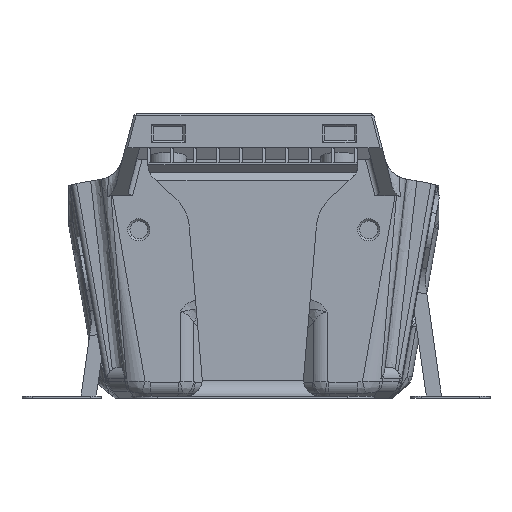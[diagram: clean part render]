
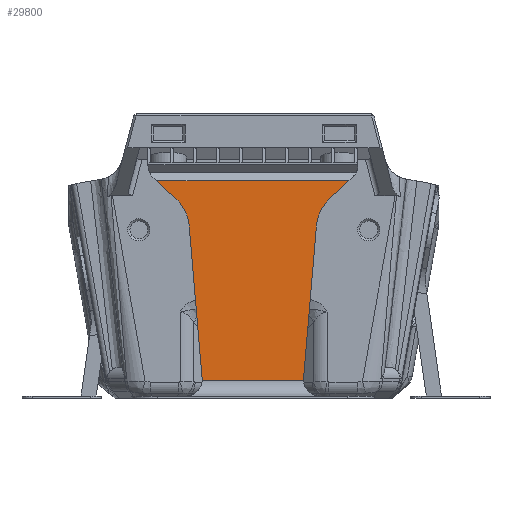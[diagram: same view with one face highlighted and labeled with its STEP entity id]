
A CAD part, front view. The second image highlights one B-rep face of the part: STEP entity #29800.
In plain terms, the highlighted planar face has unit normal (0, -1, 0).
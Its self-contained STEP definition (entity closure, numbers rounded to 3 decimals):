
#263=CIRCLE('',#31720,3.);
#264=CIRCLE('',#31721,3.);
#265=CIRCLE('',#31722,8.);
#266=CIRCLE('',#31723,8.);
#4167=ORIENTED_EDGE('',*,*,#12705,.T.);
#4168=ORIENTED_EDGE('',*,*,#12706,.T.);
#4169=ORIENTED_EDGE('',*,*,#12707,.T.);
#4170=ORIENTED_EDGE('',*,*,#12703,.F.);
#4171=ORIENTED_EDGE('',*,*,#12708,.T.);
#4172=ORIENTED_EDGE('',*,*,#12709,.T.);
#4173=ORIENTED_EDGE('',*,*,#12710,.F.);
#4174=ORIENTED_EDGE('',*,*,#12711,.F.);
#4175=ORIENTED_EDGE('',*,*,#12712,.T.);
#4176=ORIENTED_EDGE('',*,*,#12713,.T.);
#12703=EDGE_CURVE('',#17075,#17076,#19929,.T.);
#12705=EDGE_CURVE('',#17077,#17078,#263,.T.);
#12706=EDGE_CURVE('',#17078,#17079,#19931,.F.);
#12707=EDGE_CURVE('',#17079,#17076,#264,.T.);
#12708=EDGE_CURVE('',#17075,#17080,#265,.T.);
#12709=EDGE_CURVE('',#17080,#17081,#19932,.T.);
#12710=EDGE_CURVE('',#17082,#17081,#19933,.T.);
#12711=EDGE_CURVE('',#17083,#17082,#19934,.T.);
#12712=EDGE_CURVE('',#17083,#17084,#266,.T.);
#12713=EDGE_CURVE('',#17084,#17077,#19935,.T.);
#17075=VERTEX_POINT('',#45759);
#17076=VERTEX_POINT('',#45761);
#17077=VERTEX_POINT('',#45765);
#17078=VERTEX_POINT('',#45766);
#17079=VERTEX_POINT('',#45768);
#17080=VERTEX_POINT('',#45771);
#17081=VERTEX_POINT('',#45773);
#17082=VERTEX_POINT('',#45775);
#17083=VERTEX_POINT('',#45777);
#17084=VERTEX_POINT('',#45779);
#19929=LINE('',#45760,#22567);
#19931=LINE('',#45767,#22569);
#19932=LINE('',#45772,#22570);
#19933=LINE('',#45774,#22571);
#19934=LINE('',#45776,#22572);
#19935=LINE('',#45780,#22573);
#22567=VECTOR('',#35040,1000.);
#22569=VECTOR('',#35046,1000.);
#22570=VECTOR('',#35051,1000.);
#22571=VECTOR('',#35052,1000.);
#22572=VECTOR('',#35053,1000.);
#22573=VECTOR('',#35056,1000.);
#25144=EDGE_LOOP('',(#4167,#4168,#4169,#4170,#4171,#4172,#4173,#4174,#4175,
#4176));
#27015=FACE_BOUND('',#25144,.T.);
#28752=PLANE('',#31719);
#29800=ADVANCED_FACE('',(#27015),#28752,.F.);
#31719=AXIS2_PLACEMENT_3D('',#45763,#35042,#35043);
#31720=AXIS2_PLACEMENT_3D('',#45764,#35044,#35045);
#31721=AXIS2_PLACEMENT_3D('',#45769,#35047,#35048);
#31722=AXIS2_PLACEMENT_3D('',#45770,#35049,#35050);
#31723=AXIS2_PLACEMENT_3D('',#45778,#35054,#35055);
#35040=DIRECTION('',(-0.084,0.,-0.996));
#35042=DIRECTION('',(0.,1.,0.));
#35043=DIRECTION('',(0.,0.,1.));
#35044=DIRECTION('',(0.,1.,0.));
#35045=DIRECTION('',(0.,0.,1.));
#35046=DIRECTION('',(-1.,0.,0.));
#35047=DIRECTION('',(0.,1.,0.));
#35048=DIRECTION('',(0.,0.,1.));
#35049=DIRECTION('',(0.,1.,0.));
#35050=DIRECTION('',(0.,0.,1.));
#35051=DIRECTION('',(0.731,0.,0.682));
#35052=DIRECTION('',(1.,0.,0.));
#35053=DIRECTION('',(-0.731,0.,0.682));
#35054=DIRECTION('',(0.,1.,0.));
#35055=DIRECTION('',(0.,0.,1.));
#35056=DIRECTION('',(0.084,0.,-0.996));
#45759=CARTESIAN_POINT('',(11.856,-32.314,32.579));
#45760=CARTESIAN_POINT('',(36.482,-32.314,324.724));
#45761=CARTESIAN_POINT('',(9.418,-32.314,3.652));
#45763=CARTESIAN_POINT('',(0.,-32.314,327.8));
#45764=CARTESIAN_POINT('',(-12.767,-32.314,3.4));
#45765=CARTESIAN_POINT('',(-9.777,-32.314,3.652));
#45766=CARTESIAN_POINT('',(-9.767,-32.314,3.4));
#45767=CARTESIAN_POINT('',(9.143,-32.314,3.4));
#45768=CARTESIAN_POINT('',(9.407,-32.314,3.4));
#45769=CARTESIAN_POINT('',(12.407,-32.314,3.4));
#45770=CARTESIAN_POINT('',(19.828,-32.314,31.907));
#45771=CARTESIAN_POINT('',(14.372,-32.314,37.757));
#45772=CARTESIAN_POINT('',(16.736,-32.314,39.963));
#45773=CARTESIAN_POINT('',(17.982,-32.314,41.124));
#45774=CARTESIAN_POINT('',(-65.369,-32.314,41.124));
#45775=CARTESIAN_POINT('',(-18.341,-32.314,41.124));
#45776=CARTESIAN_POINT('',(-17.096,-32.314,39.963));
#45777=CARTESIAN_POINT('',(-14.731,-32.314,37.757));
#45778=CARTESIAN_POINT('',(-20.187,-32.314,31.907));
#45779=CARTESIAN_POINT('',(-12.216,-32.314,32.579));
#45780=CARTESIAN_POINT('',(-36.839,-32.314,324.694));
